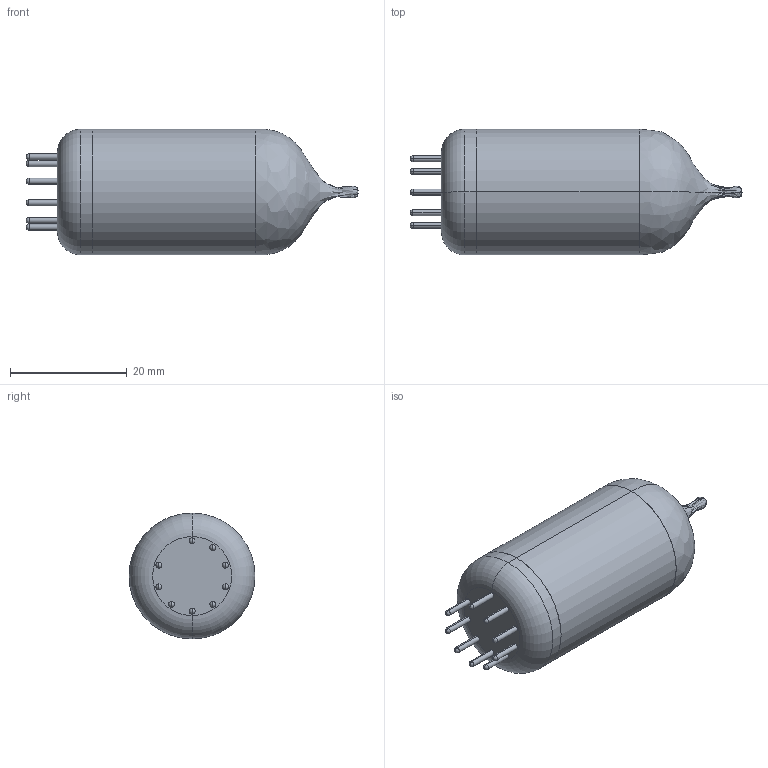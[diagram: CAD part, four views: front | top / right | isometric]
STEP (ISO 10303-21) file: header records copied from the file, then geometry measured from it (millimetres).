
FILE_DESCRIPTION (( 'STEP AP214' ), '1' );
FILE_NAME ('ECC83.STEP', '2023-07-24T11:06:41', ( '' ), ( '' ), 'SwSTEP 2.0', 'SolidWorks 2021', '' );
FILE_SCHEMA (( 'AUTOMOTIVE_DESIGN' ));
Length unit declared in the file: millimetre
Products named in the file (16): corpo-topo_Valor predeterminado.STEP; ECC83.STEP; terminais-internos_Valor predeterminado.STEP; terminais-lamina_Valor predeterminado.STEP; corpo-vidro-meio_Valor predeterminado.STEP; suporte-dissipador_Valor predeterminado.STEP; base-vidro-corpo_Valor predeterminado.STEP; caulda da base_Valor predeterminado.STEP; terminais-filamentos_Valor predeterminado.STEP; anodos_Valor predeterminado.STEP; dissipador_Valor predeterminado.STEP; coluna-cintura-baixa_Valor predeterminado.STEP; terminais_Valor predeterminado.STEP; cintura baixa_Valor predeterminado.STEP; Copia de chapeu-dissipador^final_Valor predeterminado.STEP; ECC83
Assembly tree (32 placements, depth 3):
  ECC83
    ECC83.STEP
      Copia de chapeu-dissipador^final_Valor predeterminado.STEP
      suporte-dissipador_Valor predeterminado.STEP
      dissipador_Valor predeterminado.STEP
      cintura baixa_Valor predeterminado.STEP  x2
      coluna-cintura-baixa_Valor predeterminado.STEP  x2
      anodos_Valor predeterminado.STEP  x2
      caulda da base_Valor predeterminado.STEP
      base-vidro-corpo_Valor predeterminado.STEP
      terminais_Valor predeterminado.STEP  x9
      corpo-topo_Valor predeterminado.STEP
      terminais-internos_Valor predeterminado.STEP  x3
      terminais-lamina_Valor predeterminado.STEP
      terminais-filamentos_Valor predeterminado.STEP  x5
      corpo-vidro-meio_Valor predeterminado.STEP
Bounding box: 56.86 x 21.57 x 21.54 mm (x, y, z)
Volume: 3214.4 mm3; surface area: 10616.9 mm2
Topology: 33 solids, 33 shells, 830 faces, 2015 edges, 1231 vertices
Faces by surface type: plane 365, cylinder 303, torus 113, sphere 34, bspline 11, cone 4
Entity records: 15281 total; most frequent: CARTESIAN_POINT 3174, DIRECTION 2424, ORIENTED_EDGE 2284, EDGE_CURVE 1142, AXIS2_PLACEMENT_3D 889, VERTEX_POINT 710, LINE 646, VECTOR 646
